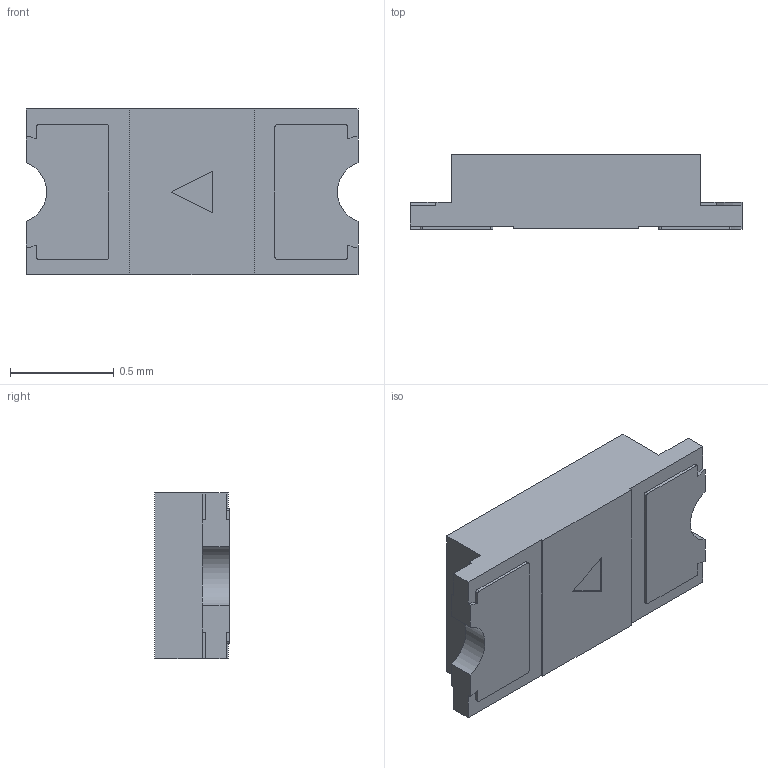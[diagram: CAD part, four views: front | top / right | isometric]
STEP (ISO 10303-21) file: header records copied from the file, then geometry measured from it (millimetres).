
FILE_DESCRIPTION (( 'STEP AP203' ), '1' );
FILE_NAME ('SMLE1.STEP', '2018-02-19T08:27:15', ( '' ), ( '' ), 'SwSTEP 2.0', 'SolidWorks 2012', '' );
FILE_SCHEMA (( 'CONFIG_CONTROL_DESIGN' ));
Length unit declared in the file: millimetre
Products named in the file (1): SMLE1
Bounding box: 1.6 x 0.36 x 0.8 mm (x, y, z)
Volume: 0.4 mm3; surface area: 4.1 mm2
Topology: 1 solids, 1 shells, 58 faces, 165 edges, 110 vertices
Faces by surface type: plane 40, cylinder 18
Entity records: 1962 total; most frequent: CARTESIAN_POINT 334, ORIENTED_EDGE 330, DIRECTION 319, EDGE_CURVE 165, LINE 129, VECTOR 129, VERTEX_POINT 110, AXIS2_PLACEMENT_3D 95
